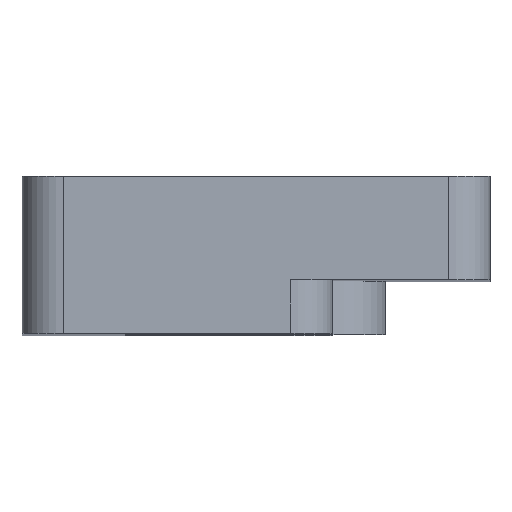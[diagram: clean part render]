
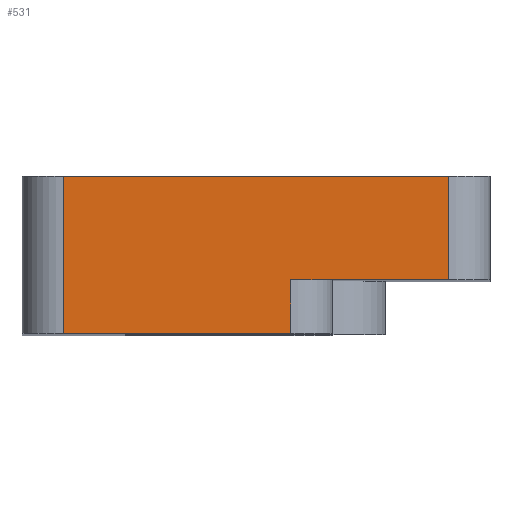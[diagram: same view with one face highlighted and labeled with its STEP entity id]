
A CAD part, top view. The second image highlights one B-rep face of the part: STEP entity #531.
In plain terms, the highlighted planar face has unit normal (0, 0, 1).
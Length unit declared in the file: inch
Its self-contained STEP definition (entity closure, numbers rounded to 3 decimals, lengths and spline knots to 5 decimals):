
#60=DIRECTION('',(-1.,0.,0.));
#61=VECTOR('',#60,0.55);
#62=CARTESIAN_POINT('',(0.3,0.,0.35));
#63=LINE('',#62,#61);
#114=DIRECTION('',(-1.,0.,0.));
#115=VECTOR('',#114,0.93125);
#116=CARTESIAN_POINT('',(0.68125,0.38,0.35));
#117=LINE('',#116,#115);
#135=DIRECTION('',(0.,-1.,0.));
#136=VECTOR('',#135,0.13);
#137=CARTESIAN_POINT('',(0.3,0.13,0.35));
#138=LINE('',#137,#136);
#139=DIRECTION('',(0.,-1.,0.));
#140=VECTOR('',#139,0.38);
#141=CARTESIAN_POINT('',(-0.25,0.38,0.35));
#142=LINE('',#141,#140);
#143=DIRECTION('',(0.,-1.,0.));
#144=VECTOR('',#143,0.25);
#145=CARTESIAN_POINT('',(0.68125,0.38,0.35));
#146=LINE('',#145,#144);
#162=DIRECTION('',(-1.,0.,0.));
#163=VECTOR('',#162,0.38125);
#164=CARTESIAN_POINT('',(0.68125,0.13,0.35));
#165=LINE('',#164,#163);
#309=CARTESIAN_POINT('',(0.3,0.,0.35));
#311=VERTEX_POINT('',#309);
#315=CARTESIAN_POINT('',(0.3,0.13,0.35));
#316=VERTEX_POINT('',#315);
#319=CARTESIAN_POINT('',(-0.25,0.,0.35));
#320=VERTEX_POINT('',#319);
#357=CARTESIAN_POINT('',(-0.25,0.38,0.35));
#358=VERTEX_POINT('',#357);
#361=CARTESIAN_POINT('',(0.68125,0.13,0.35));
#363=VERTEX_POINT('',#361);
#367=CARTESIAN_POINT('',(0.68125,0.38,0.35));
#368=VERTEX_POINT('',#367);
#515=CARTESIAN_POINT('',(0.4,0.,0.35));
#516=DIRECTION('',(0.,0.,-1.));
#517=DIRECTION('',(-1.,0.,0.));
#518=AXIS2_PLACEMENT_3D('',#515,#516,#517);
#519=PLANE('',#518);
#521=ORIENTED_EDGE('',*,*,#520,.T.);
#522=ORIENTED_EDGE('',*,*,#404,.T.);
#523=ORIENTED_EDGE('',*,*,#510,.F.);
#524=ORIENTED_EDGE('',*,*,#462,.F.);
#526=ORIENTED_EDGE('',*,*,#525,.T.);
#528=ORIENTED_EDGE('',*,*,#527,.T.);
#529=EDGE_LOOP('',(#521,#522,#523,#524,#526,#528));
#530=FACE_OUTER_BOUND('',#529,.F.);
#531=ADVANCED_FACE('',(#530),#519,.F.);
#404=EDGE_CURVE('',#311,#320,#63,.T.);
#462=EDGE_CURVE('',#368,#358,#117,.T.);
#510=EDGE_CURVE('',#358,#320,#142,.T.);
#520=EDGE_CURVE('',#316,#311,#138,.T.);
#525=EDGE_CURVE('',#368,#363,#146,.T.);
#527=EDGE_CURVE('',#363,#316,#165,.T.);
